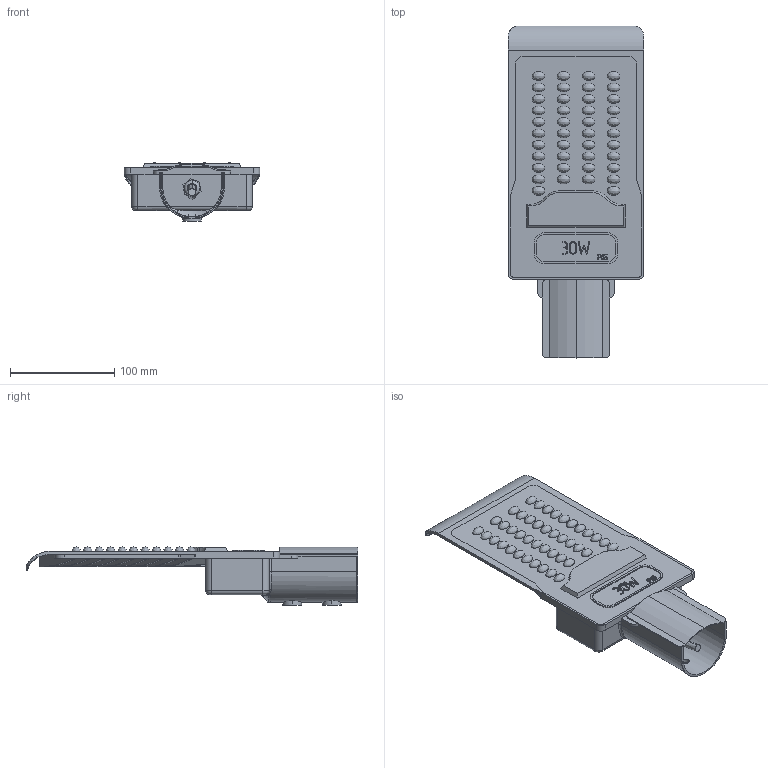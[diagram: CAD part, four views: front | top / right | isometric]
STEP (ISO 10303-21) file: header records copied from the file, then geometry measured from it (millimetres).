
FILE_DESCRIPTION (( 'STEP AP214' ), '1' );
FILE_NAME ('ÄÊÓ-9001-Ø 30Âò 5000Ê IP65 (SLL-9001-30-5000).STEP', '2022-06-29T12:26:53', ( '' ), ( '' ), 'SwSTEP 2.0', 'SolidWorks 2021', '' );
FILE_SCHEMA (( 'AUTOMOTIVE_DESIGN' ));
Length unit declared in the file: millimetre
Products named in the file (1): ÄÊÓ-9001-Ø 30Âò 5000Ê IP65 (SLL-9001-30-5000)
Bounding box: 130 x 318 x 55.7 mm (x, y, z)
Volume: 265341.3 mm3; surface area: 206958.1 mm2
Topology: 3 solids, 3 shells, 536 faces, 1528 edges, 970 vertices
Faces by surface type: plane 288, bspline 140, cylinder 90, torus 11, sphere 4, cone 3
Entity records: 21256 total; most frequent: CARTESIAN_POINT 8847, ORIENTED_EDGE 2876, DIRECTION 2030, EDGE_CURVE 1438, VERTEX_POINT 970, VECTOR 868, LINE 868, EDGE_LOOP 602
